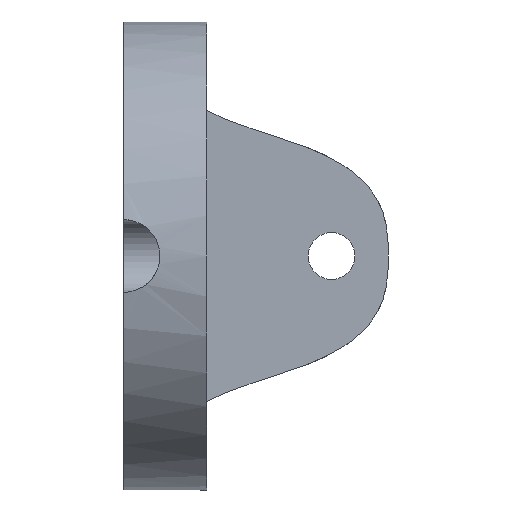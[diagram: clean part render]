
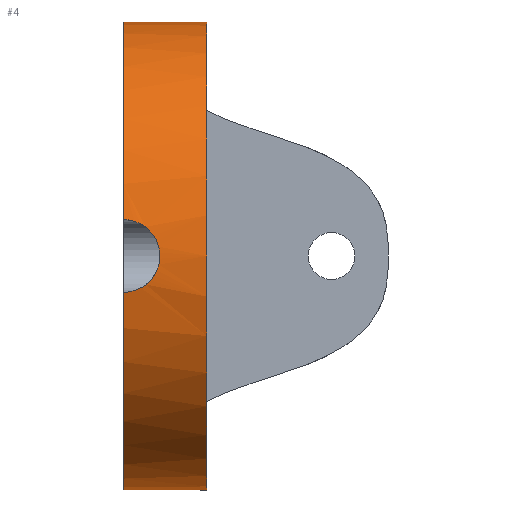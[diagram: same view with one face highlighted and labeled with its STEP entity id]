
A CAD part, left-side view. The second image highlights one B-rep face of the part: STEP entity #4.
In plain terms, the highlighted cylindrical face has radius 22.5 mm (diameter 45 mm), a partial arc.
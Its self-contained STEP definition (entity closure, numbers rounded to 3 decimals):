
#4 = ADVANCED_FACE ( 'NONE', ( #953 ), #367, .T. ) ;
#7 = CARTESIAN_POINT ( 'NONE',  ( -22.295, 6.241, 3.035 ) ) ;
#10 = CARTESIAN_POINT ( 'NONE',  ( 0., 8., 22.5 ) ) ;
#23 = B_SPLINE_CURVE_WITH_KNOTS ( 'NONE', 3,
 ( #251, #834, #641, #1220, #352, #1038, #528, #909, #46, #814, #190, #1056, #372, #759, #291, #1235, #478, #85, #965, #659, #472, #380, #281, #589, #674, #286, #958, #7, #777, #1042, #670, #946, #1138, #487 ),
 .UNSPECIFIED., .F., .F.,
 ( 4, 2, 2, 2, 2, 2, 2, 2, 2, 2, 2, 2, 2, 2, 2, 2, 4 ),
 ( 0., 0.001, 0.001, 0.002, 0.003, 0.003, 0.004, 0.005, 0.005, 0.006, 0.007, 0.008, 0.008, 0.009, 0.01, 0.01, 0.011 ),
 .UNSPECIFIED. ) ;
#46 = CARTESIAN_POINT ( 'NONE',  ( -22.346, 5.686, -2.636 ) ) ;
#70 = ORIENTED_EDGE ( 'NONE', *, *, #774, .F. ) ;
#77 = CIRCLE ( 'NONE', #1044, 22.5 ) ;
#83 = ORIENTED_EDGE ( 'NONE', *, *, #802, .F. ) ;
#85 = CARTESIAN_POINT ( 'NONE',  ( -22.5, 4.5, 0.226 ) ) ;
#100 = LINE ( 'NONE', #263, #762 ) ;
#106 = DIRECTION ( 'NONE',  ( 0., 1., 0. ) ) ;
#150 = DIRECTION ( 'NONE',  ( 0., 1., 0. ) ) ;
#190 = CARTESIAN_POINT ( 'NONE',  ( -22.399, 5.219, -2.138 ) ) ;
#251 = CARTESIAN_POINT ( 'NONE',  ( -22.226, 8., -3.5 ) ) ;
#255 = VECTOR ( 'NONE', #106, 1000. ) ;
#263 = CARTESIAN_POINT ( 'NONE',  ( 0., -77.015, -22.5 ) ) ;
#274 = AXIS2_PLACEMENT_3D ( 'NONE', #725, #150, #539 ) ;
#280 = EDGE_LOOP ( 'NONE', ( #1222, #70, #600, #904, #83, #905 ) ) ;
#281 = CARTESIAN_POINT ( 'NONE',  ( -22.432, 4.963, 1.754 ) ) ;
#286 = CARTESIAN_POINT ( 'NONE',  ( -22.346, 5.687, 2.637 ) ) ;
#291 = CARTESIAN_POINT ( 'NONE',  ( -22.483, 4.613, -0.91 ) ) ;
#317 = VERTEX_POINT ( 'NONE', #1200 ) ;
#320 = CARTESIAN_POINT ( 'NONE',  ( -22.226, 8., -3.5 ) ) ;
#341 = CARTESIAN_POINT ( 'NONE',  ( -22.226, 8., 3.5 ) ) ;
#348 = CARTESIAN_POINT ( 'NONE',  ( 0., 0., -22.5 ) ) ;
#352 = CARTESIAN_POINT ( 'NONE',  ( -22.254, 6.871, -3.321 ) ) ;
#357 = VERTEX_POINT ( 'NONE', #454 ) ;
#363 = VERTEX_POINT ( 'NONE', #348 ) ;
#367 = CYLINDRICAL_SURFACE ( 'NONE', #1249, 22.5 ) ;
#372 = CARTESIAN_POINT ( 'NONE',  ( -22.447, 4.855, -1.552 ) ) ;
#375 = DIRECTION ( 'NONE',  ( 0., 1., 0. ) ) ;
#378 = AXIS2_PLACEMENT_3D ( 'NONE', #495, #1077, #503 ) ;
#379 = EDGE_CURVE ( 'NONE', #475, #771, #23, .T. ) ;
#380 = CARTESIAN_POINT ( 'NONE',  ( -22.448, 4.853, 1.55 ) ) ;
#381 = CIRCLE ( 'NONE', #274, 22.5 ) ;
#405 = LINE ( 'NONE', #989, #255 ) ;
#437 = EDGE_CURVE ( 'NONE', #317, #475, #77, .T. ) ;
#454 = CARTESIAN_POINT ( 'NONE',  ( 0., 0., 22.5 ) ) ;
#472 = CARTESIAN_POINT ( 'NONE',  ( -22.473, 4.678, 1.126 ) ) ;
#475 = VERTEX_POINT ( 'NONE', #320 ) ;
#478 = CARTESIAN_POINT ( 'NONE',  ( -22.5, 4.5, -0.231 ) ) ;
#487 = CARTESIAN_POINT ( 'NONE',  ( -22.226, 8., 3.5 ) ) ;
#495 = CARTESIAN_POINT ( 'NONE',  ( 0., 0., 0. ) ) ;
#503 = DIRECTION ( 'NONE',  ( 0., 0., 1. ) ) ;
#528 = CARTESIAN_POINT ( 'NONE',  ( -22.294, 6.246, -3.037 ) ) ;
#539 = DIRECTION ( 'NONE',  ( 0., 0., 1. ) ) ;
#586 = EDGE_CURVE ( 'NONE', #357, #929, #405, .T. ) ;
#589 = CARTESIAN_POINT ( 'NONE',  ( -22.399, 5.216, 2.133 ) ) ;
#600 = ORIENTED_EDGE ( 'NONE', *, *, #379, .F. ) ;
#641 = CARTESIAN_POINT ( 'NONE',  ( -22.23, 7.541, -3.477 ) ) ;
#659 = CARTESIAN_POINT ( 'NONE',  ( -22.483, 4.612, 0.907 ) ) ;
#670 = CARTESIAN_POINT ( 'NONE',  ( -22.244, 7.088, 3.387 ) ) ;
#671 = DIRECTION ( 'NONE',  ( 0., 0., -1. ) ) ;
#674 = CARTESIAN_POINT ( 'NONE',  ( -22.382, 5.361, 2.31 ) ) ;
#725 = CARTESIAN_POINT ( 'NONE',  ( 0., 8., 0. ) ) ;
#756 = CARTESIAN_POINT ( 'NONE',  ( 0., 8., 0. ) ) ;
#759 = CARTESIAN_POINT ( 'NONE',  ( -22.473, 4.68, -1.131 ) ) ;
#762 = VECTOR ( 'NONE', #375, 1000. ) ;
#771 = VERTEX_POINT ( 'NONE', #341 ) ;
#774 = EDGE_CURVE ( 'NONE', #771, #929, #381, .T. ) ;
#777 = CARTESIAN_POINT ( 'NONE',  ( -22.279, 6.446, 3.144 ) ) ;
#778 = CARTESIAN_POINT ( 'NONE',  ( 0., 8., 0. ) ) ;
#802 = EDGE_CURVE ( 'NONE', #363, #317, #100, .T. ) ;
#814 = CARTESIAN_POINT ( 'NONE',  ( -22.381, 5.364, -2.314 ) ) ;
#834 = CARTESIAN_POINT ( 'NONE',  ( -22.226, 7.768, -3.5 ) ) ;
#904 = ORIENTED_EDGE ( 'NONE', *, *, #437, .F. ) ;
#905 = ORIENTED_EDGE ( 'NONE', *, *, #954, .T. ) ;
#909 = CARTESIAN_POINT ( 'NONE',  ( -22.328, 5.866, -2.784 ) ) ;
#929 = VERTEX_POINT ( 'NONE', #10 ) ;
#946 = CARTESIAN_POINT ( 'NONE',  ( -22.23, 7.537, 3.477 ) ) ;
#953 = FACE_OUTER_BOUND ( 'NONE', #280, .T. ) ;
#954 = EDGE_CURVE ( 'NONE', #363, #357, #1161, .T. ) ;
#958 = CARTESIAN_POINT ( 'NONE',  ( -22.328, 5.863, 2.781 ) ) ;
#965 = CARTESIAN_POINT ( 'NONE',  ( -22.496, 4.523, 0.458 ) ) ;
#989 = CARTESIAN_POINT ( 'NONE',  ( 0., -77.015, 22.5 ) ) ;
#1038 = CARTESIAN_POINT ( 'NONE',  ( -22.279, 6.447, -3.145 ) ) ;
#1042 = CARTESIAN_POINT ( 'NONE',  ( -22.254, 6.869, 3.32 ) ) ;
#1044 = AXIS2_PLACEMENT_3D ( 'NONE', #756, #1240, #1158 ) ;
#1056 = CARTESIAN_POINT ( 'NONE',  ( -22.432, 4.963, -1.755 ) ) ;
#1077 = DIRECTION ( 'NONE',  ( 0., 1., 0. ) ) ;
#1138 = CARTESIAN_POINT ( 'NONE',  ( -22.226, 7.768, 3.5 ) ) ;
#1158 = DIRECTION ( 'NONE',  ( 0., 0., 1. ) ) ;
#1159 = DIRECTION ( 'NONE',  ( 0., -1., 0. ) ) ;
#1161 = CIRCLE ( 'NONE', #378, 22.5 ) ;
#1200 = CARTESIAN_POINT ( 'NONE',  ( 0., 8., -22.5 ) ) ;
#1220 = CARTESIAN_POINT ( 'NONE',  ( -22.243, 7.093, -3.388 ) ) ;
#1222 = ORIENTED_EDGE ( 'NONE', *, *, #586, .T. ) ;
#1235 = CARTESIAN_POINT ( 'NONE',  ( -22.496, 4.523, -0.459 ) ) ;
#1240 = DIRECTION ( 'NONE',  ( 0., 1., 0. ) ) ;
#1249 = AXIS2_PLACEMENT_3D ( 'NONE', #778, #1159, #671 ) ;
